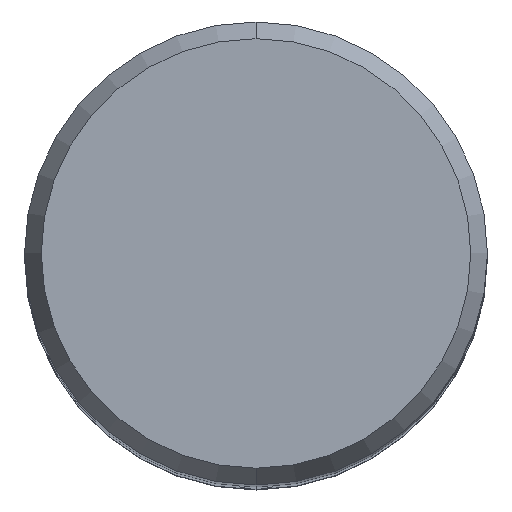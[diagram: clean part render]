
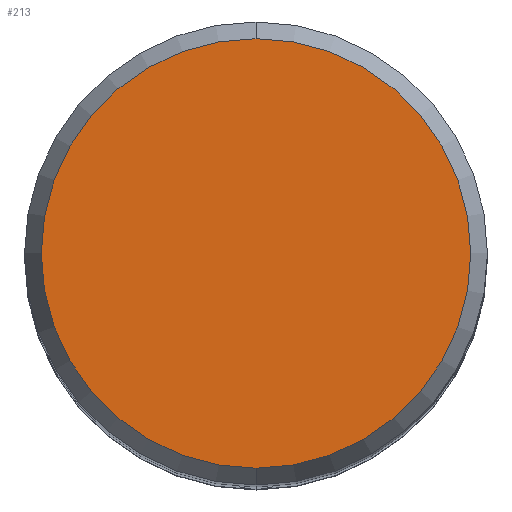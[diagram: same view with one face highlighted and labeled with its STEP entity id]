
A CAD part, top view. The second image highlights one B-rep face of the part: STEP entity #213.
In plain terms, the highlighted planar face has unit normal (0, 0, 1).
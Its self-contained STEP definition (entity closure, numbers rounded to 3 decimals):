
#135=EDGE_CURVE('',#327,#165,#355,.T.);
#165=VERTEX_POINT('',#391);
#213=ADVANCED_FACE('',(#444),#445,.T.);
#285=EDGE_CURVE('',#165,#327,#525,.T.);
#327=VERTEX_POINT('',#574);
#355=CIRCLE('',#595,8.837);
#391=CARTESIAN_POINT('',(0.0,8.837,0.01));
#444=FACE_OUTER_BOUND('',#701,.T.);
#445=PLANE('',#702);
#525=CIRCLE('',#805,8.837);
#574=CARTESIAN_POINT('',(0.,-8.837,0.01));
#595=AXIS2_PLACEMENT_3D('',#887,#888,#889);
#701=EDGE_LOOP('',(#1006,#1007));
#702=AXIS2_PLACEMENT_3D('',#1008,#1009,#1010);
#805=AXIS2_PLACEMENT_3D('',#1112,#1113,#1114);
#887=CARTESIAN_POINT('',(0.0,0.0,0.01));
#888=DIRECTION('',(0.0,0.0,-1.0));
#889=DIRECTION('',(0.0,1.0,0.0));
#1006=ORIENTED_EDGE('',*,*,#285,.F.);
#1007=ORIENTED_EDGE('',*,*,#135,.F.);
#1008=CARTESIAN_POINT('',(0.0,4.419,0.01));
#1009=DIRECTION('',(-0.0,0.0,1.0));
#1010=DIRECTION('',(0.0,-1.0,0.0));
#1112=CARTESIAN_POINT('',(0.0,0.0,0.01));
#1113=DIRECTION('',(0.0,0.0,-1.0));
#1114=DIRECTION('',(0.0,1.0,0.0));
